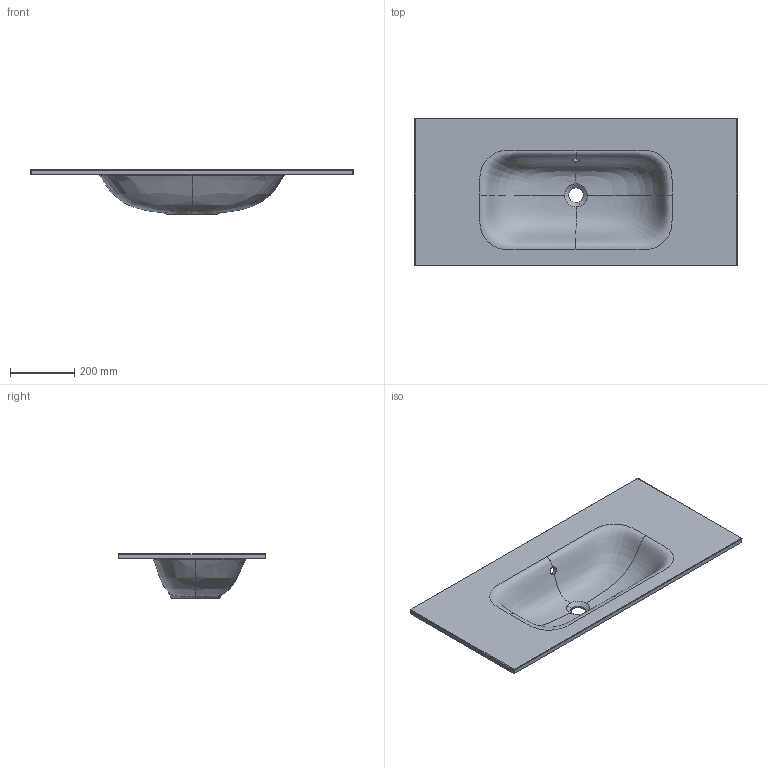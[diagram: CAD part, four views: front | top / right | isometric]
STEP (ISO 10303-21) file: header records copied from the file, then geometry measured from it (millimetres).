
FILE_DESCRIPTION(/* description */ (''),/* implementation_level */ '2;1');
FILE_NAME(/* name */ 'ASPEN 100x46',/* time_stamp */ '2024-01-26T16:19:10+01:00',/* author */ (''),/* organization */ (''),/* preprocessor_version */ 'ST-DEVELOPER v16.5',/* originating_system */ 'Rhino 7.36',/* authorisation */ '');
FILE_SCHEMA (('CONFIG_CONTROL_DESIGN'));
Length unit declared in the file: millimetre
Products named in the file (1): Document
Bounding box: 1005 x 460 x 140 mm (x, y, z)
Volume: 7393049.5 mm3; surface area: 1115105.4 mm2
Topology: 1 solids, 1 shells, 71 faces, 176 edges, 104 vertices
Faces by surface type: bspline 39, cylinder 20, plane 12
Entity records: 18188 total; most frequent: CARTESIAN_POINT 17035, ORIENTED_EDGE 340, EDGE_CURVE 170, B_SPLINE_CURVE_WITH_KNOTS 116, VERTEX_POINT 104, EDGE_LOOP 78, ADVANCED_FACE 71, FACE_OUTER_BOUND 71
